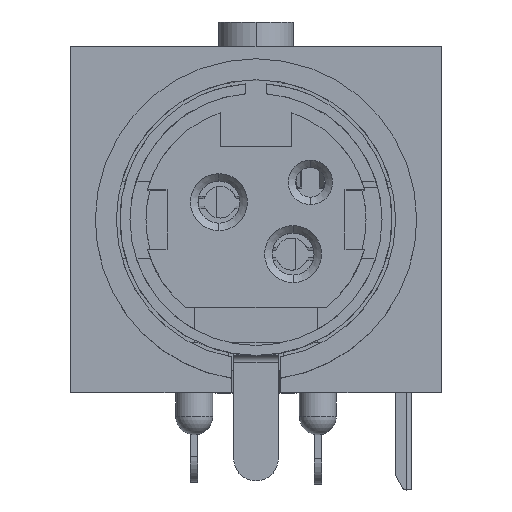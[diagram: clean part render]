
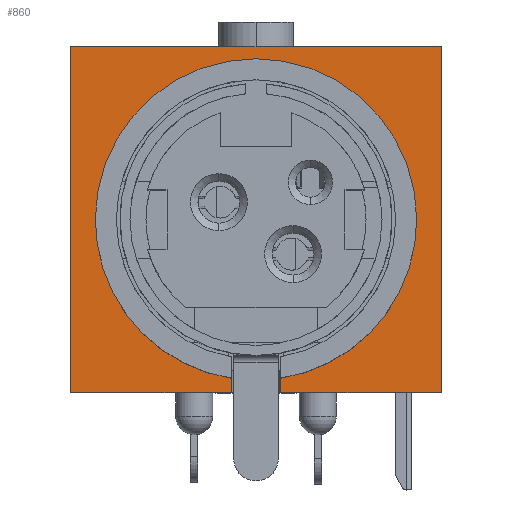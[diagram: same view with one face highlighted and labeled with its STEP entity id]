
A CAD part, top view. The second image highlights one B-rep face of the part: STEP entity #860.
In plain terms, the highlighted planar face has unit normal (0, 0, 1).
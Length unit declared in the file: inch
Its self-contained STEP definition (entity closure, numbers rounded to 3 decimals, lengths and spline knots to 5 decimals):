
#304 = CARTESIAN_POINT ( 'NONE',  ( -0.29528, -0.27559, 0. ) ) ;
#402 = DIRECTION ( 'NONE',  ( 0., 0., -1. ) ) ;
#464 = CARTESIAN_POINT ( 'NONE',  ( 0., 0., 0. ) ) ;
#501 = DIRECTION ( 'NONE',  ( 0., -1., 0. ) ) ;
#860 = ADVANCED_FACE ( 'NONE', ( #14676 ), #23159, .T. ) ;
#1297 = CARTESIAN_POINT ( 'NONE',  ( 0., 0., 0. ) ) ;
#1503 = EDGE_CURVE ( 'NONE', #8187, #26864, #11480, .T. ) ;
#1809 = CARTESIAN_POINT ( 'NONE',  ( -0.29528, 0.27559, 0. ) ) ;
#1919 = ORIENTED_EDGE ( 'NONE', *, *, #5756, .F. ) ;
#2133 = CARTESIAN_POINT ( 'NONE',  ( -0.03937, -0.27559, 0. ) ) ;
#2797 = DIRECTION ( 'NONE',  ( 0., 1., 0. ) ) ;
#3165 = VERTEX_POINT ( 'NONE', #4755 ) ;
#3176 = ORIENTED_EDGE ( 'NONE', *, *, #9780, .T. ) ;
#3417 = VECTOR ( 'NONE', #501, 39.37008 ) ;
#3520 = CARTESIAN_POINT ( 'NONE',  ( -0.25591, 0., 0. ) ) ;
#3672 = ORIENTED_EDGE ( 'NONE', *, *, #26389, .F. ) ;
#4687 = VECTOR ( 'NONE', #7387, 39.37008 ) ;
#4755 = CARTESIAN_POINT ( 'NONE',  ( 0.25591, 0., 0. ) ) ;
#4915 = VECTOR ( 'NONE', #11958, 39.37008 ) ;
#5484 = CARTESIAN_POINT ( 'NONE',  ( 0.03937, -0.25286, 0. ) ) ;
#5756 = EDGE_CURVE ( 'NONE', #26235, #20811, #24846, .T. ) ;
#6174 = AXIS2_PLACEMENT_3D ( 'NONE', #464, #11774, #9614 ) ;
#6553 = EDGE_LOOP ( 'NONE', ( #19031, #16133, #9193, #3176, #3672, #19206, #1919, #8210, #14692, #15701 ) ) ;
#6604 = EDGE_CURVE ( 'NONE', #14956, #18864, #22144, .T. ) ;
#7068 = CARTESIAN_POINT ( 'NONE',  ( -0.03937, -0.27559, 0. ) ) ;
#7387 = DIRECTION ( 'NONE',  ( 0., 1., 0. ) ) ;
#7983 = DIRECTION ( 'NONE',  ( 0., 0., -1. ) ) ;
#8187 = VERTEX_POINT ( 'NONE', #26569 ) ;
#8210 = ORIENTED_EDGE ( 'NONE', *, *, #20326, .F. ) ;
#8343 = VECTOR ( 'NONE', #2797, 39.37008 ) ;
#8358 = DIRECTION ( 'NONE',  ( 0., 0., 1. ) ) ;
#8652 = EDGE_CURVE ( 'NONE', #17545, #20811, #24695, .T. ) ;
#9193 = ORIENTED_EDGE ( 'NONE', *, *, #20457, .T. ) ;
#9289 = CARTESIAN_POINT ( 'NONE',  ( 0.03937, -0.27559, 0. ) ) ;
#9614 = DIRECTION ( 'NONE',  ( -0.154, -0.988, 0. ) ) ;
#9780 = EDGE_CURVE ( 'NONE', #3165, #23164, #28300, .T. ) ;
#10093 = LINE ( 'NONE', #18810, #4915 ) ;
#11059 = EDGE_CURVE ( 'NONE', #8187, #14956, #10093, .T. ) ;
#11480 = LINE ( 'NONE', #304, #4687 ) ;
#11751 = DIRECTION ( 'NONE',  ( 0., 1., 0. ) ) ;
#11774 = DIRECTION ( 'NONE',  ( 0., 0., -1. ) ) ;
#11923 = VECTOR ( 'NONE', #11751, 39.37008 ) ;
#11958 = DIRECTION ( 'NONE',  ( 1., 0., 0. ) ) ;
#12046 = DIRECTION ( 'NONE',  ( -0.154, -0.988, 0. ) ) ;
#12973 = AXIS2_PLACEMENT_3D ( 'NONE', #1809, #8358, #20832 ) ;
#13319 = EDGE_CURVE ( 'NONE', #18864, #16475, #17177, .T. ) ;
#13724 = CARTESIAN_POINT ( 'NONE',  ( 0.03937, -0.27559, 0. ) ) ;
#14474 = CARTESIAN_POINT ( 'NONE',  ( 0.29528, 0.27559, 0. ) ) ;
#14676 = FACE_OUTER_BOUND ( 'NONE', #6553, .T. ) ;
#14692 = ORIENTED_EDGE ( 'NONE', *, *, #1503, .F. ) ;
#14956 = VERTEX_POINT ( 'NONE', #2133 ) ;
#15701 = ORIENTED_EDGE ( 'NONE', *, *, #11059, .T. ) ;
#15732 = LINE ( 'NONE', #9289, #11923 ) ;
#16122 = DIRECTION ( 'NONE',  ( 1., 0., 0. ) ) ;
#16133 = ORIENTED_EDGE ( 'NONE', *, *, #13319, .T. ) ;
#16475 = VERTEX_POINT ( 'NONE', #3520 ) ;
#16999 = CIRCLE ( 'NONE', #26160, 0.25591 ) ;
#17177 = CIRCLE ( 'NONE', #6174, 0.25591 ) ;
#17545 = VERTEX_POINT ( 'NONE', #13724 ) ;
#17659 = CARTESIAN_POINT ( 'NONE',  ( -0.03937, -0.25286, 0. ) ) ;
#18810 = CARTESIAN_POINT ( 'NONE',  ( -0.29528, -0.27559, 0. ) ) ;
#18864 = VERTEX_POINT ( 'NONE', #17659 ) ;
#19031 = ORIENTED_EDGE ( 'NONE', *, *, #6604, .T. ) ;
#19206 = ORIENTED_EDGE ( 'NONE', *, *, #8652, .T. ) ;
#19743 = CARTESIAN_POINT ( 'NONE',  ( -0.29528, 0.27559, 0. ) ) ;
#19983 = CARTESIAN_POINT ( 'NONE',  ( 0., 0., 0. ) ) ;
#20326 = EDGE_CURVE ( 'NONE', #26864, #26235, #24604, .T. ) ;
#20457 = EDGE_CURVE ( 'NONE', #16475, #3165, #16999, .T. ) ;
#20811 = VERTEX_POINT ( 'NONE', #22268 ) ;
#20832 = DIRECTION ( 'NONE',  ( 1., 0., 0. ) ) ;
#21209 = VECTOR ( 'NONE', #22388, 39.37008 ) ;
#22144 = LINE ( 'NONE', #7068, #8343 ) ;
#22224 = VECTOR ( 'NONE', #16122, 39.37008 ) ;
#22268 = CARTESIAN_POINT ( 'NONE',  ( 0.29528, -0.27559, 0. ) ) ;
#22388 = DIRECTION ( 'NONE',  ( 1., 0., 0. ) ) ;
#22446 = DIRECTION ( 'NONE',  ( -0.154, -0.988, 0. ) ) ;
#22591 = CARTESIAN_POINT ( 'NONE',  ( -0.29528, 0.27559, 0. ) ) ;
#23159 = PLANE ( 'NONE',  #12973 ) ;
#23164 = VERTEX_POINT ( 'NONE', #5484 ) ;
#24547 = CARTESIAN_POINT ( 'NONE',  ( 0.03937, -0.27559, 0. ) ) ;
#24604 = LINE ( 'NONE', #22591, #22224 ) ;
#24695 = LINE ( 'NONE', #24547, #21209 ) ;
#24846 = LINE ( 'NONE', #24998, #3417 ) ;
#24998 = CARTESIAN_POINT ( 'NONE',  ( 0.29528, 0.27559, 0. ) ) ;
#26019 = AXIS2_PLACEMENT_3D ( 'NONE', #1297, #7983, #12046 ) ;
#26160 = AXIS2_PLACEMENT_3D ( 'NONE', #19983, #402, #22446 ) ;
#26235 = VERTEX_POINT ( 'NONE', #14474 ) ;
#26389 = EDGE_CURVE ( 'NONE', #17545, #23164, #15732, .T. ) ;
#26569 = CARTESIAN_POINT ( 'NONE',  ( -0.29528, -0.27559, 0. ) ) ;
#26864 = VERTEX_POINT ( 'NONE', #19743 ) ;
#28300 = CIRCLE ( 'NONE', #26019, 0.25591 ) ;
